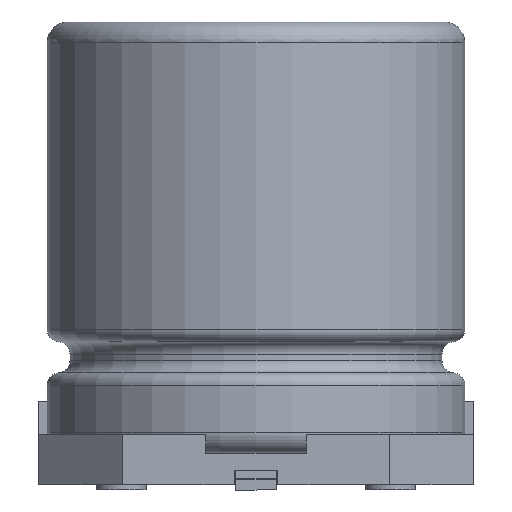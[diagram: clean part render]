
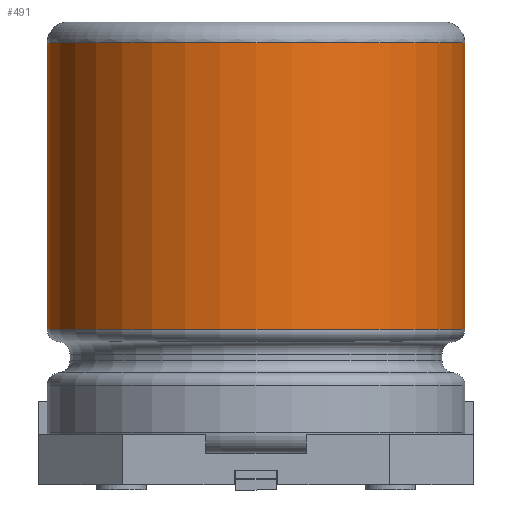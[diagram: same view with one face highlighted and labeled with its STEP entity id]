
A CAD part, front view. The second image highlights one B-rep face of the part: STEP entity #491.
In plain terms, the highlighted cylindrical face has radius 6.25 mm (diameter 12.5 mm), a full revolution.
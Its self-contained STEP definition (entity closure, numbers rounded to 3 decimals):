
#491 = ADVANCED_FACE( '', ( #1115, #1116 ), #1117, .T. );
#1115 = FACE_OUTER_BOUND( '', #1913, .T. );
#1116 = FACE_OUTER_BOUND( '', #1914, .T. );
#1117 = CYLINDRICAL_SURFACE( '', #1915, 6.25 );
#1913 = EDGE_LOOP( '', ( #3331 ) );
#1914 = EDGE_LOOP( '', ( #3332 ) );
#1915 = AXIS2_PLACEMENT_3D( '', #3333, #3334, #3335 );
#3331 = ORIENTED_EDGE( '', *, *, #5246, .T. );
#3332 = ORIENTED_EDGE( '', *, *, #5247, .T. );
#3333 = CARTESIAN_POINT( '', ( 0., 0., 9.9 ) );
#3334 = DIRECTION( '', ( 0., 0., -1. ) );
#3335 = DIRECTION( '', ( 1., 0., 0. ) );
#5246 = EDGE_CURVE( '', #6389, #6389, #6390, .T. );
#5247 = EDGE_CURVE( '', #6391, #6391, #6392, .T. );
#6389 = VERTEX_POINT( '', #8325 );
#6390 = CIRCLE( '', #8326, 6.25 );
#6391 = VERTEX_POINT( '', #8327 );
#6392 = CIRCLE( '', #8328, 6.25 );
#8325 = CARTESIAN_POINT( '', ( -6.25, 0., 12.275 ) );
#8326 = AXIS2_PLACEMENT_3D( '', #9582, #9583, #9584 );
#8327 = CARTESIAN_POINT( '', ( 6.25, 0., 3.708 ) );
#8328 = AXIS2_PLACEMENT_3D( '', #9585, #9586, #9587 );
#9582 = CARTESIAN_POINT( '', ( 0., 0., 12.275 ) );
#9583 = DIRECTION( '', ( 0., 0., -1. ) );
#9584 = DIRECTION( '', ( -1., 0., 0. ) );
#9585 = CARTESIAN_POINT( '', ( 0., 0., 3.708 ) );
#9586 = DIRECTION( '', ( 0., 0., 1. ) );
#9587 = DIRECTION( '', ( 1., 0., 0. ) );
